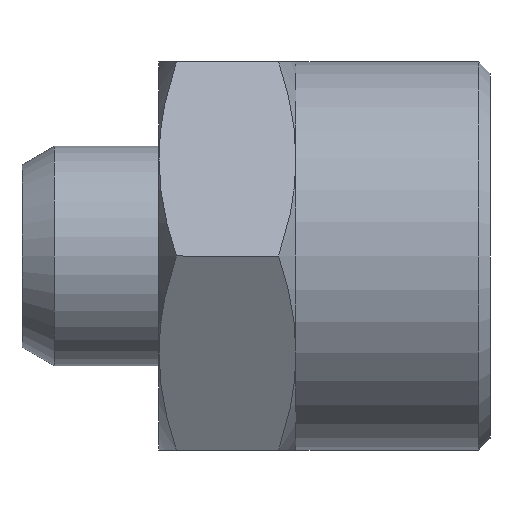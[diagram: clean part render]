
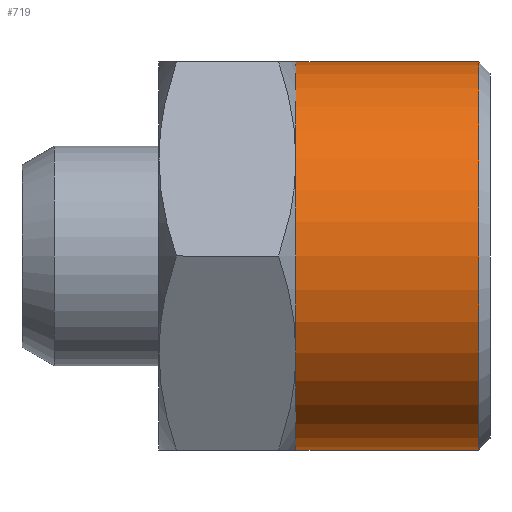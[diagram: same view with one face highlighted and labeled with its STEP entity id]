
A CAD part, left-side view. The second image highlights one B-rep face of the part: STEP entity #719.
In plain terms, the highlighted cylindrical face has radius 8.5 mm (diameter 17 mm), a partial arc.
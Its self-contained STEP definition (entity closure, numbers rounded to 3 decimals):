
#17 = CARTESIAN_POINT ( 'NONE',  ( 0., 8.5, 8.5 ) ) ;
#24 = VERTEX_POINT ( 'NONE', #1043 ) ;
#42 = CYLINDRICAL_SURFACE ( 'NONE', #203, 8.5 ) ;
#48 = ORIENTED_EDGE ( 'NONE', *, *, #1154, .F. ) ;
#51 = DIRECTION ( 'NONE',  ( 0., 0., 1. ) ) ;
#86 = DIRECTION ( 'NONE',  ( 0., 0., -1. ) ) ;
#88 = DIRECTION ( 'NONE',  ( 0., 0., -1. ) ) ;
#114 = DIRECTION ( 'NONE',  ( 0., -1., 0. ) ) ;
#165 = CIRCLE ( 'NONE', #855, 8.5 ) ;
#194 = ORIENTED_EDGE ( 'NONE', *, *, #1290, .F. ) ;
#203 = AXIS2_PLACEMENT_3D ( 'NONE', #470, #663, #86 ) ;
#228 = VECTOR ( 'NONE', #609, 1000. ) ;
#232 = VERTEX_POINT ( 'NONE', #1116 ) ;
#309 = AXIS2_PLACEMENT_3D ( 'NONE', #370, #468, #88 ) ;
#337 = LINE ( 'NONE', #1215, #228 ) ;
#346 = VERTEX_POINT ( 'NONE', #742 ) ;
#361 = EDGE_LOOP ( 'NONE', ( #48, #194, #1130, #1071, #543, #503 ) ) ;
#370 = CARTESIAN_POINT ( 'NONE',  ( 0., 8.5, 0. ) ) ;
#374 = FACE_OUTER_BOUND ( 'NONE', #361, .T. ) ;
#417 = DIRECTION ( 'NONE',  ( 0., 1., 0. ) ) ;
#427 = CARTESIAN_POINT ( 'NONE',  ( 0., 8.5, 0. ) ) ;
#432 = EDGE_CURVE ( 'NONE', #232, #996, #165, .T. ) ;
#458 = CIRCLE ( 'NONE', #309, 8.5 ) ;
#468 = DIRECTION ( 'NONE',  ( 0., 1., 0. ) ) ;
#470 = CARTESIAN_POINT ( 'NONE',  ( 0., 8.5, 0. ) ) ;
#503 = ORIENTED_EDGE ( 'NONE', *, *, #521, .T. ) ;
#521 = EDGE_CURVE ( 'NONE', #652, #346, #883, .T. ) ;
#525 = DIRECTION ( 'NONE',  ( 0., 1., 0. ) ) ;
#543 = ORIENTED_EDGE ( 'NONE', *, *, #1193, .T. ) ;
#548 = DIRECTION ( 'NONE',  ( 0., 0., -1. ) ) ;
#608 = CARTESIAN_POINT ( 'NONE',  ( 0., 0.5, -8.5 ) ) ;
#609 = DIRECTION ( 'NONE',  ( 0., -1., 0. ) ) ;
#652 = VERTEX_POINT ( 'NONE', #608 ) ;
#663 = DIRECTION ( 'NONE',  ( 0., -1., 0. ) ) ;
#689 = VECTOR ( 'NONE', #114, 1000. ) ;
#719 = ADVANCED_FACE ( 'NONE', ( #374 ), #42, .T. ) ;
#721 = CARTESIAN_POINT ( 'NONE',  ( 0., 0.5, 0. ) ) ;
#742 = CARTESIAN_POINT ( 'NONE',  ( 0., 0.5, 8.5 ) ) ;
#759 = AXIS2_PLACEMENT_3D ( 'NONE', #721, #417, #51 ) ;
#769 = VERTEX_POINT ( 'NONE', #17 ) ;
#855 = AXIS2_PLACEMENT_3D ( 'NONE', #1062, #1158, #548 ) ;
#861 = AXIS2_PLACEMENT_3D ( 'NONE', #427, #525, #1227 ) ;
#883 = CIRCLE ( 'NONE', #759, 8.5 ) ;
#951 = EDGE_CURVE ( 'NONE', #24, #232, #458, .T. ) ;
#956 = CARTESIAN_POINT ( 'NONE',  ( -7.361, 8.5, 4.25 ) ) ;
#996 = VERTEX_POINT ( 'NONE', #956 ) ;
#1043 = CARTESIAN_POINT ( 'NONE',  ( 0., 8.5, -8.5 ) ) ;
#1062 = CARTESIAN_POINT ( 'NONE',  ( 0., 8.5, 0. ) ) ;
#1064 = CIRCLE ( 'NONE', #861, 8.5 ) ;
#1071 = ORIENTED_EDGE ( 'NONE', *, *, #951, .F. ) ;
#1116 = CARTESIAN_POINT ( 'NONE',  ( -7.361, 8.5, -4.25 ) ) ;
#1130 = ORIENTED_EDGE ( 'NONE', *, *, #432, .F. ) ;
#1154 = EDGE_CURVE ( 'NONE', #769, #346, #337, .T. ) ;
#1158 = DIRECTION ( 'NONE',  ( 0., 1., 0. ) ) ;
#1193 = EDGE_CURVE ( 'NONE', #24, #652, #1253, .T. ) ;
#1213 = CARTESIAN_POINT ( 'NONE',  ( 0., 8.5, -8.5 ) ) ;
#1215 = CARTESIAN_POINT ( 'NONE',  ( 0., 8.5, 8.5 ) ) ;
#1227 = DIRECTION ( 'NONE',  ( 0., 0., -1. ) ) ;
#1253 = LINE ( 'NONE', #1213, #689 ) ;
#1290 = EDGE_CURVE ( 'NONE', #996, #769, #1064, .T. ) ;
